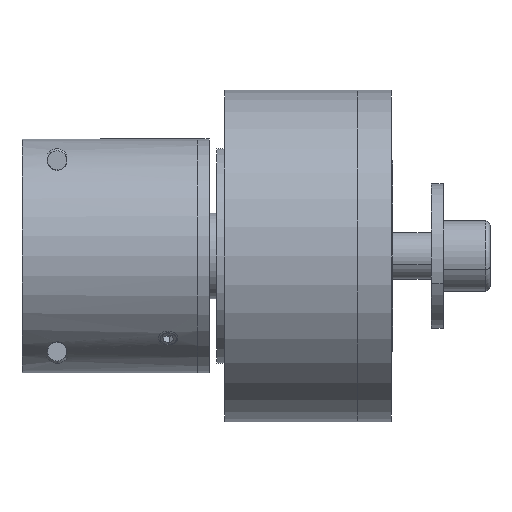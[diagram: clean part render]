
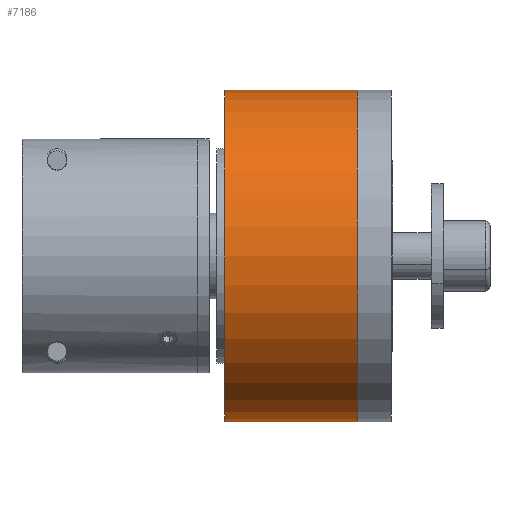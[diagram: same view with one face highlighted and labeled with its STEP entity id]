
A CAD part, front view. The second image highlights one B-rep face of the part: STEP entity #7186.
In plain terms, the highlighted cylindrical face has radius 42.5 mm (diameter 85 mm), a partial arc.
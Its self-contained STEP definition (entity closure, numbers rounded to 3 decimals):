
#274 = DIRECTION ( 'NONE',  ( -1., 0., 0. ) ) ;
#341 = EDGE_LOOP ( 'NONE', ( #2690, #429, #10013, #19013 ) ) ;
#429 = ORIENTED_EDGE ( 'NONE', *, *, #17934, .T. ) ;
#1058 = DIRECTION ( 'NONE',  ( -1., 0., 0. ) ) ;
#1110 = AXIS2_PLACEMENT_3D ( 'NONE', #1649, #10915, #10854 ) ;
#1135 = DIRECTION ( 'NONE',  ( -1., 0., 0. ) ) ;
#1649 = CARTESIAN_POINT ( 'NONE',  ( 36.8, 0., 0. ) ) ;
#1700 = CARTESIAN_POINT ( 'NONE',  ( 2.8, 0., 42.5 ) ) ;
#2337 = LINE ( 'NONE', #13378, #10077 ) ;
#2690 = ORIENTED_EDGE ( 'NONE', *, *, #18849, .F. ) ;
#4014 = DIRECTION ( 'NONE',  ( -1., 0., 0. ) ) ;
#4154 = AXIS2_PLACEMENT_3D ( 'NONE', #6651, #274, #11311 ) ;
#4504 = LINE ( 'NONE', #19530, #5221 ) ;
#4696 = CARTESIAN_POINT ( 'NONE',  ( 2.8, 0., -42.5 ) ) ;
#5189 = CARTESIAN_POINT ( 'NONE',  ( 36.8, 0., -42.5 ) ) ;
#5221 = VECTOR ( 'NONE', #1135, 1000. ) ;
#5439 = FACE_OUTER_BOUND ( 'NONE', #341, .T. ) ;
#6651 = CARTESIAN_POINT ( 'NONE',  ( 2.8, 0., 0. ) ) ;
#6933 = CARTESIAN_POINT ( 'NONE',  ( -39.259, 0., 0. ) ) ;
#7186 = ADVANCED_FACE ( 'NONE', ( #5439 ), #7383, .T. ) ;
#7348 = CIRCLE ( 'NONE', #4154, 42.5 ) ;
#7383 = CYLINDRICAL_SURFACE ( 'NONE', #15809, 42.5 ) ;
#8482 = EDGE_CURVE ( 'NONE', #14732, #18537, #7348, .T. ) ;
#8608 = DIRECTION ( 'NONE',  ( 0., 0., 1. ) ) ;
#9224 = CARTESIAN_POINT ( 'NONE',  ( 36.8, 0., 42.5 ) ) ;
#10013 = ORIENTED_EDGE ( 'NONE', *, *, #12683, .T. ) ;
#10077 = VECTOR ( 'NONE', #1058, 1000. ) ;
#10854 = DIRECTION ( 'NONE',  ( 0., 0., 1. ) ) ;
#10915 = DIRECTION ( 'NONE',  ( -1., 0., 0. ) ) ;
#11311 = DIRECTION ( 'NONE',  ( 0., 0., 1. ) ) ;
#12683 = EDGE_CURVE ( 'NONE', #17959, #18537, #2337, .T. ) ;
#13378 = CARTESIAN_POINT ( 'NONE',  ( -39.259, 0., 42.5 ) ) ;
#14732 = VERTEX_POINT ( 'NONE', #4696 ) ;
#15809 = AXIS2_PLACEMENT_3D ( 'NONE', #6933, #4014, #8608 ) ;
#16153 = VERTEX_POINT ( 'NONE', #5189 ) ;
#17934 = EDGE_CURVE ( 'NONE', #16153, #17959, #19270, .T. ) ;
#17959 = VERTEX_POINT ( 'NONE', #9224 ) ;
#18537 = VERTEX_POINT ( 'NONE', #1700 ) ;
#18849 = EDGE_CURVE ( 'NONE', #16153, #14732, #4504, .T. ) ;
#19013 = ORIENTED_EDGE ( 'NONE', *, *, #8482, .F. ) ;
#19270 = CIRCLE ( 'NONE', #1110, 42.5 ) ;
#19530 = CARTESIAN_POINT ( 'NONE',  ( -39.259, 0., -42.5 ) ) ;
